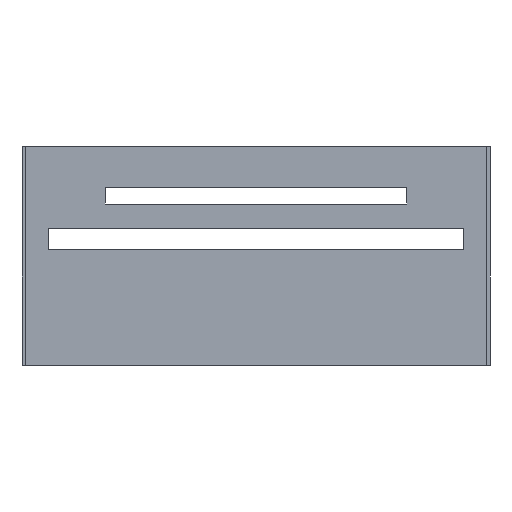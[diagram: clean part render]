
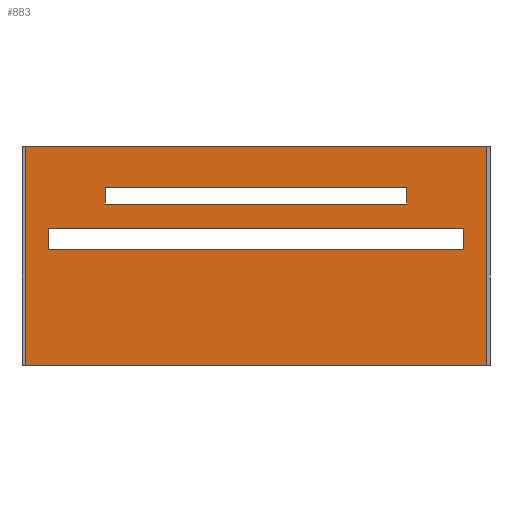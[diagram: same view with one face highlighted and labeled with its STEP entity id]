
A CAD part, top view. The second image highlights one B-rep face of the part: STEP entity #883.
In plain terms, the highlighted planar face has unit normal (0, 0, 1).
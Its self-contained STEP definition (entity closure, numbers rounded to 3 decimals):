
#9 = DIRECTION ( 'NONE',  ( 0., -1., 0. ) ) ;
#17 = CARTESIAN_POINT ( 'NONE',  ( 0., 0., 0. ) ) ;
#19 = VERTEX_POINT ( 'NONE', #289 ) ;
#20 = CARTESIAN_POINT ( 'NONE',  ( -67.46, 9.07, 0. ) ) ;
#25 = DIRECTION ( 'NONE',  ( 0., -1., 0. ) ) ;
#36 = CARTESIAN_POINT ( 'NONE',  ( -48.9, 22.3, 0. ) ) ;
#38 = CARTESIAN_POINT ( 'NONE',  ( 67.46, 2.07, 0. ) ) ;
#68 = LINE ( 'NONE', #510, #777 ) ;
#71 = CARTESIAN_POINT ( 'NONE',  ( -67.46, 9.07, 0. ) ) ;
#82 = EDGE_CURVE ( 'NONE', #184, #554, #293, .T. ) ;
#85 = VECTOR ( 'NONE', #826, 1000. ) ;
#87 = AXIS2_PLACEMENT_3D ( 'NONE', #17, #750, #886 ) ;
#89 = DIRECTION ( 'NONE',  ( 0., 1., 0. ) ) ;
#92 = LINE ( 'NONE', #103, #934 ) ;
#96 = VERTEX_POINT ( 'NONE', #345 ) ;
#103 = CARTESIAN_POINT ( 'NONE',  ( 0., -35.5, 0. ) ) ;
#107 = ORIENTED_EDGE ( 'NONE', *, *, #269, .T. ) ;
#127 = DIRECTION ( 'NONE',  ( 1., 0., 0. ) ) ;
#140 = CARTESIAN_POINT ( 'NONE',  ( 75., 35.5, 0. ) ) ;
#143 = CARTESIAN_POINT ( 'NONE',  ( -67.46, 9.07, 0. ) ) ;
#146 = VECTOR ( 'NONE', #149, 1000. ) ;
#149 = DIRECTION ( 'NONE',  ( 0., -1., 0. ) ) ;
#165 = EDGE_CURVE ( 'NONE', #396, #393, #754, .T. ) ;
#184 = VERTEX_POINT ( 'NONE', #20 ) ;
#187 = EDGE_LOOP ( 'NONE', ( #900, #757, #250, #450 ) ) ;
#192 = VERTEX_POINT ( 'NONE', #38 ) ;
#198 = ORIENTED_EDGE ( 'NONE', *, *, #897, .T. ) ;
#217 = DIRECTION ( 'NONE',  ( 0., 1., 0. ) ) ;
#228 = ORIENTED_EDGE ( 'NONE', *, *, #768, .T. ) ;
#238 = LINE ( 'NONE', #786, #600 ) ;
#243 = LINE ( 'NONE', #384, #444 ) ;
#244 = LINE ( 'NONE', #36, #314 ) ;
#246 = VERTEX_POINT ( 'NONE', #458 ) ;
#250 = ORIENTED_EDGE ( 'NONE', *, *, #533, .T. ) ;
#269 = EDGE_CURVE ( 'NONE', #96, #790, #92, .T. ) ;
#273 = VECTOR ( 'NONE', #355, 1000. ) ;
#287 = EDGE_CURVE ( 'NONE', #923, #880, #369, .T. ) ;
#289 = CARTESIAN_POINT ( 'NONE',  ( -48.9, 16.9, 0. ) ) ;
#293 = LINE ( 'NONE', #143, #611 ) ;
#314 = VECTOR ( 'NONE', #752, 1000. ) ;
#333 = VERTEX_POINT ( 'NONE', #404 ) ;
#345 = CARTESIAN_POINT ( 'NONE',  ( -75., -35.5, 0. ) ) ;
#355 = DIRECTION ( 'NONE',  ( 1., 0., 0. ) ) ;
#366 = ORIENTED_EDGE ( 'NONE', *, *, #287, .T. ) ;
#369 = LINE ( 'NONE', #612, #772 ) ;
#374 = DIRECTION ( 'NONE',  ( 1., 0., 0. ) ) ;
#383 = CARTESIAN_POINT ( 'NONE',  ( -76., 35.5, 0. ) ) ;
#384 = CARTESIAN_POINT ( 'NONE',  ( -48.9, 22.3, 0. ) ) ;
#393 = VERTEX_POINT ( 'NONE', #397 ) ;
#396 = VERTEX_POINT ( 'NONE', #478 ) ;
#397 = CARTESIAN_POINT ( 'NONE',  ( 75., 35.5, 0. ) ) ;
#404 = CARTESIAN_POINT ( 'NONE',  ( 67.46, 9.07, 0. ) ) ;
#429 = ORIENTED_EDGE ( 'NONE', *, *, #599, .F. ) ;
#431 = EDGE_CURVE ( 'NONE', #96, #396, #68, .T. ) ;
#444 = VECTOR ( 'NONE', #607, 1000. ) ;
#450 = ORIENTED_EDGE ( 'NONE', *, *, #776, .T. ) ;
#458 = CARTESIAN_POINT ( 'NONE',  ( -48.9, 22.3, 0. ) ) ;
#460 = CARTESIAN_POINT ( 'NONE',  ( 75., -35.5, 0. ) ) ;
#465 = FACE_BOUND ( 'NONE', #187, .T. ) ;
#470 = CARTESIAN_POINT ( 'NONE',  ( -48.9, 16.9, 0. ) ) ;
#478 = CARTESIAN_POINT ( 'NONE',  ( -75., 35.5, 0. ) ) ;
#489 = VECTOR ( 'NONE', #217, 1000. ) ;
#503 = EDGE_CURVE ( 'NONE', #554, #192, #238, .T. ) ;
#510 = CARTESIAN_POINT ( 'NONE',  ( -75., 35.5, 0. ) ) ;
#525 = CARTESIAN_POINT ( 'NONE',  ( 48.9, 16.9, 0. ) ) ;
#530 = CARTESIAN_POINT ( 'NONE',  ( 48.9, 22.3, 0. ) ) ;
#533 = EDGE_CURVE ( 'NONE', #184, #333, #732, .T. ) ;
#554 = VERTEX_POINT ( 'NONE', #899 ) ;
#577 = ORIENTED_EDGE ( 'NONE', *, *, #431, .F. ) ;
#592 = LINE ( 'NONE', #871, #146 ) ;
#599 = EDGE_CURVE ( 'NONE', #246, #19, #244, .T. ) ;
#600 = VECTOR ( 'NONE', #127, 1000. ) ;
#605 = EDGE_LOOP ( 'NONE', ( #628, #429, #198, #366 ) ) ;
#607 = DIRECTION ( 'NONE',  ( 1., 0., 0. ) ) ;
#611 = VECTOR ( 'NONE', #9, 1000. ) ;
#612 = CARTESIAN_POINT ( 'NONE',  ( 48.9, 22.3, 0. ) ) ;
#622 = DIRECTION ( 'NONE',  ( 1., 0., 0. ) ) ;
#628 = ORIENTED_EDGE ( 'NONE', *, *, #805, .F. ) ;
#686 = PLANE ( 'NONE',  #87 ) ;
#700 = VECTOR ( 'NONE', #374, 1000. ) ;
#732 = LINE ( 'NONE', #71, #273 ) ;
#746 = FACE_BOUND ( 'NONE', #605, .T. ) ;
#750 = DIRECTION ( 'NONE',  ( 0., 0., 1. ) ) ;
#752 = DIRECTION ( 'NONE',  ( 0., -1., 0. ) ) ;
#754 = LINE ( 'NONE', #383, #700 ) ;
#757 = ORIENTED_EDGE ( 'NONE', *, *, #82, .F. ) ;
#768 = EDGE_CURVE ( 'NONE', #790, #393, #867, .T. ) ;
#772 = VECTOR ( 'NONE', #25, 1000. ) ;
#776 = EDGE_CURVE ( 'NONE', #333, #192, #592, .T. ) ;
#777 = VECTOR ( 'NONE', #89, 1000. ) ;
#786 = CARTESIAN_POINT ( 'NONE',  ( -67.46, 2.07, 0. ) ) ;
#790 = VERTEX_POINT ( 'NONE', #460 ) ;
#796 = ORIENTED_EDGE ( 'NONE', *, *, #165, .F. ) ;
#805 = EDGE_CURVE ( 'NONE', #19, #880, #898, .T. ) ;
#814 = FACE_OUTER_BOUND ( 'NONE', #895, .T. ) ;
#826 = DIRECTION ( 'NONE',  ( 1., 0., 0. ) ) ;
#867 = LINE ( 'NONE', #140, #489 ) ;
#871 = CARTESIAN_POINT ( 'NONE',  ( 67.46, 9.07, 0. ) ) ;
#880 = VERTEX_POINT ( 'NONE', #525 ) ;
#883 = ADVANCED_FACE ( 'NONE', ( #465, #746, #814 ), #686, .T. ) ;
#886 = DIRECTION ( 'NONE',  ( 1., 0., 0. ) ) ;
#895 = EDGE_LOOP ( 'NONE', ( #228, #796, #577, #107 ) ) ;
#897 = EDGE_CURVE ( 'NONE', #246, #923, #243, .T. ) ;
#898 = LINE ( 'NONE', #470, #85 ) ;
#899 = CARTESIAN_POINT ( 'NONE',  ( -67.46, 2.07, 0. ) ) ;
#900 = ORIENTED_EDGE ( 'NONE', *, *, #503, .F. ) ;
#923 = VERTEX_POINT ( 'NONE', #530 ) ;
#934 = VECTOR ( 'NONE', #622, 1000. ) ;
